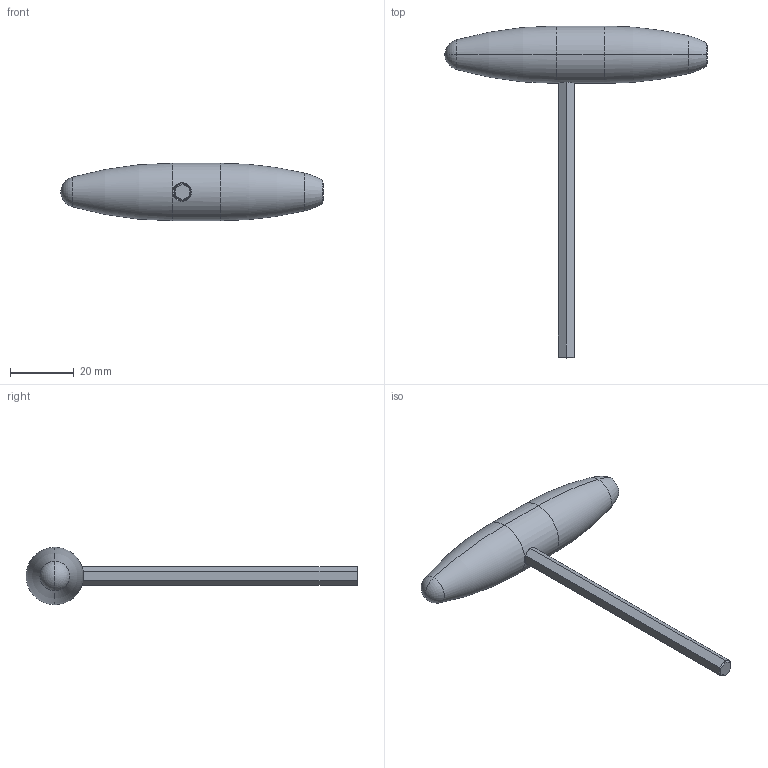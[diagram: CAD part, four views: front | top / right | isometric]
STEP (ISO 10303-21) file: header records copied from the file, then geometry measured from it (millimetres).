
FILE_DESCRIPTION (( 'STEP AP214' ), '1' );
FILE_NAME ('A63.ER3.001.000.STEP', '2023-09-18T08:52:01', ( '' ), ( '' ), 'SwSTEP 2.0', 'SolidWorks 2017', '' );
FILE_SCHEMA (( 'AUTOMOTIVE_DESIGN' ));
Length unit declared in the file: millimetre
Products named in the file (4): A63-BG6.001.082_A; Magnet; Sechskantstift; A63.ER3.001.000
Assembly tree (3 placements, depth 2):
  A63.ER3.001.000
    A63-BG6.001.082_A
    Magnet
    Sechskantstift
Bounding box: 82.2 x 104 x 18 mm (x, y, z)
Volume: 17393.9 mm3; surface area: 6147.8 mm2
Topology: 3 solids, 3 shells, 53 faces, 108 edges, 60 vertices
Faces by surface type: plane 25, cylinder 12, torus 12, cone 4
Entity records: 1550 total; most frequent: CARTESIAN_POINT 285, DIRECTION 264, ORIENTED_EDGE 208, EDGE_CURVE 104, AXIS2_PLACEMENT_3D 103, VERTEX_POINT 60, LINE 58, VECTOR 58
